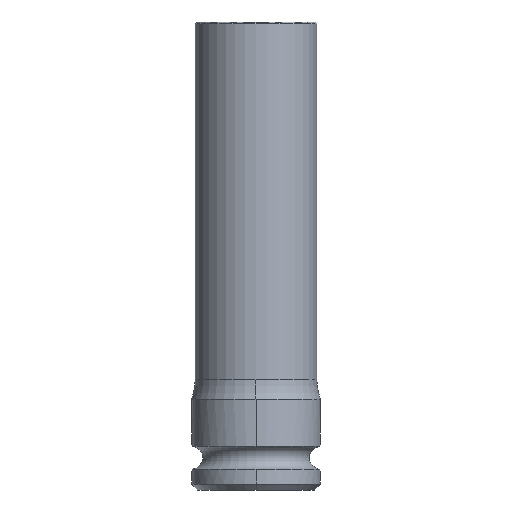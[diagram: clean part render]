
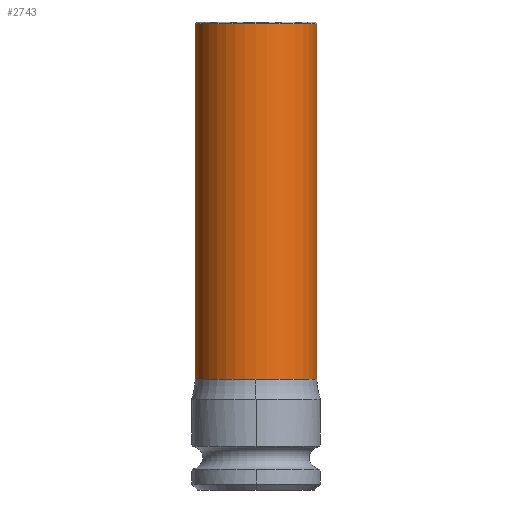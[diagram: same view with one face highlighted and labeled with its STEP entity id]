
A CAD part, left-side view. The second image highlights one B-rep face of the part: STEP entity #2743.
In plain terms, the highlighted cylindrical face has radius 10.4 mm (diameter 20.8 mm), a partial arc.
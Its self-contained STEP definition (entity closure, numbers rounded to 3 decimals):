
#864=DIRECTION('',(0.,0.,1.));
#865=VECTOR('',#864,60.788);
#866=CARTESIAN_POINT('',(0.,10.4,18.912));
#867=LINE('',#866,#865);
#868=DIRECTION('',(0.,0.,1.));
#869=VECTOR('',#868,60.788);
#870=CARTESIAN_POINT('',(0.,-10.4,18.912));
#871=LINE('',#870,#869);
#876=CARTESIAN_POINT('',(0.,0.,79.7));
#877=DIRECTION('',(0.,0.,1.));
#878=DIRECTION('',(0.,1.,0.));
#879=AXIS2_PLACEMENT_3D('',#876,#877,#878);
#881=CARTESIAN_POINT('',(0.,0.,18.912));
#882=DIRECTION('',(0.,0.,1.));
#883=DIRECTION('',(-1.,0.,0.));
#884=AXIS2_PLACEMENT_3D('',#881,#882,#883);
#886=CARTESIAN_POINT('',(0.,0.,18.912));
#887=DIRECTION('',(0.,0.,1.));
#888=DIRECTION('',(0.,1.,0.));
#889=AXIS2_PLACEMENT_3D('',#886,#887,#888);
#1828=CARTESIAN_POINT('',(0.,10.4,18.912));
#1829=CARTESIAN_POINT('',(-10.4,0.,18.912));
#1830=VERTEX_POINT('',#1828);
#1831=VERTEX_POINT('',#1829);
#1832=CARTESIAN_POINT('',(0.,-10.4,18.912));
#1833=VERTEX_POINT('',#1832);
#1863=CARTESIAN_POINT('',(0.,-10.4,79.7));
#1864=CARTESIAN_POINT('',(0.,10.4,79.7));
#1865=VERTEX_POINT('',#1863);
#1866=VERTEX_POINT('',#1864);
#2730=CARTESIAN_POINT('',(0.,0.,12.275));
#2731=DIRECTION('',(0.,0.,1.));
#2732=DIRECTION('',(0.,1.,0.));
#2733=AXIS2_PLACEMENT_3D('',#2730,#2731,#2732);
#2734=CYLINDRICAL_SURFACE('',#2733,10.4);
#2735=ORIENTED_EDGE('',*,*,#1919,.T.);
#2736=ORIENTED_EDGE('',*,*,#2713,.F.);
#2737=ORIENTED_EDGE('',*,*,#2698,.F.);
#2739=ORIENTED_EDGE('',*,*,#2738,.F.);
#2740=ORIENTED_EDGE('',*,*,#2710,.T.);
#2741=EDGE_LOOP('',(#2735,#2736,#2737,#2739,#2740));
#2742=FACE_OUTER_BOUND('',#2741,.F.);
#2743=ADVANCED_FACE('',(#2742),#2734,.T.);
#880=CIRCLE('',#879,10.4);
#885=CIRCLE('',#884,10.4);
#890=CIRCLE('',#889,10.4);
#1919=EDGE_CURVE('',#1866,#1865,#880,.T.);
#2698=EDGE_CURVE('',#1831,#1833,#885,.T.);
#2710=EDGE_CURVE('',#1830,#1866,#867,.T.);
#2713=EDGE_CURVE('',#1833,#1865,#871,.T.);
#2738=EDGE_CURVE('',#1830,#1831,#890,.T.);
